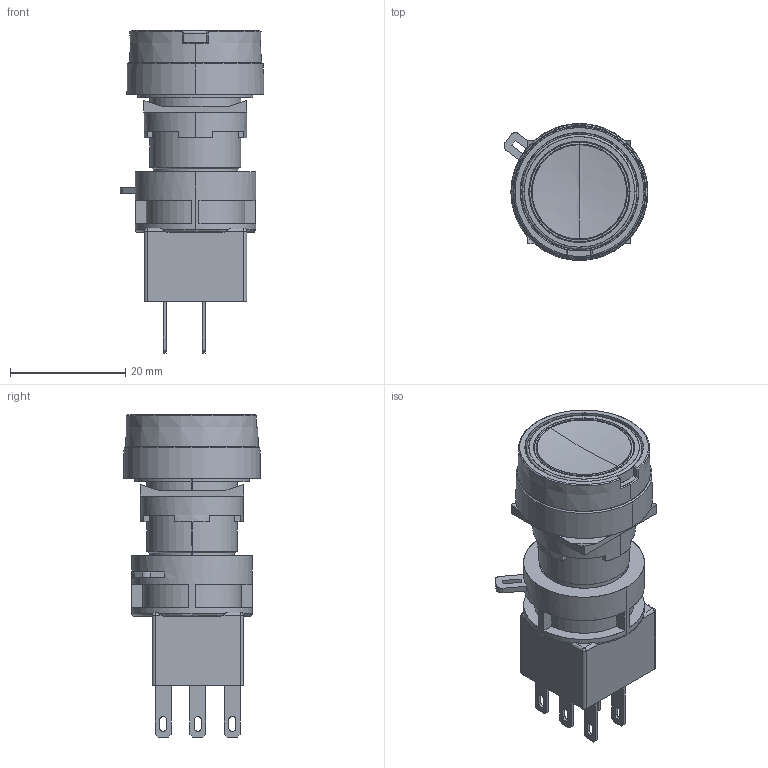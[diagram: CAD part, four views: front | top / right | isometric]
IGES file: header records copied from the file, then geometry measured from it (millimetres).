
Start section: SolidWorks IGES file using analytic representation for surfaces
Global section: file name: 23_HA1B-[M][A]1Cx$.IGS; native system: SolidWorks 2019; preprocessor: SolidWorks 2019; author: 1003660; date: 201028.110513; units: millimetre
Bounding box: 24.99 x 23.8 x 56 mm (x, y, z)
Surface area: 7224.5 mm2 (no closed solid volume)
Topology: 0 solids, 0 shells, 232 faces, 2255 edges, 2249 vertices
Faces by surface type: bspline 163, revolution 69
